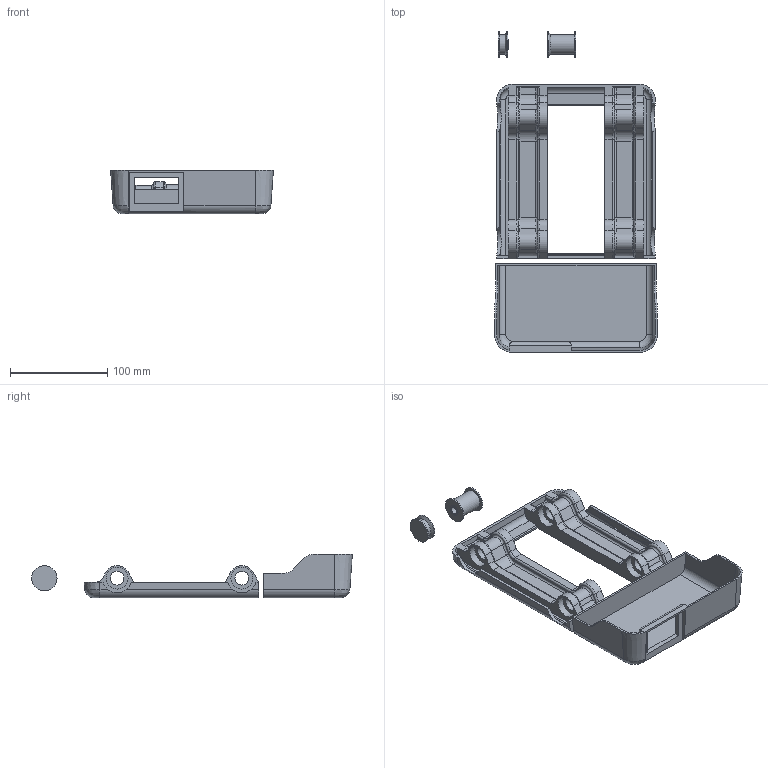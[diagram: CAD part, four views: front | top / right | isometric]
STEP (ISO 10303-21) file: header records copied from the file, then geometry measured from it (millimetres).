
FILE_DESCRIPTION(/* description */ (''),/* implementation_level */ '2;1');
FILE_NAME(/* name */ 'dry_box_tray.step',/* time_stamp */ '2021-07-10T12:26:07-07:00',/* author */ (''),/* organization */ (''),/* preprocessor_version */ 'ST-DEVELOPER v18.1',/* originating_system */ 'Autodesk Translation Framework v10.9.0.1377',/* authorisation */ '');
FILE_SCHEMA (('AUTOMOTIVE_DESIGN { 1 0 10303 214 3 1 1 }'));
Length unit declared in the file: millimetre
Products named in the file (1): Dry Box Tray
Bounding box: 167.01 x 329.11 x 44.5 mm (x, y, z)
Volume: 300240.2 mm3; surface area: 142897.1 mm2
Topology: 4 solids, 4 shells, 315 faces, 775 edges, 481 vertices
Faces by surface type: cylinder 129, plane 128, torus 42, cone 10, bspline 6
Full cylindrical faces by diameter (mm): 8.04 x2, 11 x2, 14 x4, 20 x2, 22.4 x8, 26 x4
Entity records: 9561 total; most frequent: CARTESIAN_POINT 1866, DIRECTION 1705, ORIENTED_EDGE 1550, EDGE_CURVE 775, AXIS2_PLACEMENT_3D 643, VERTEX_POINT 481, LINE 419, VECTOR 419
